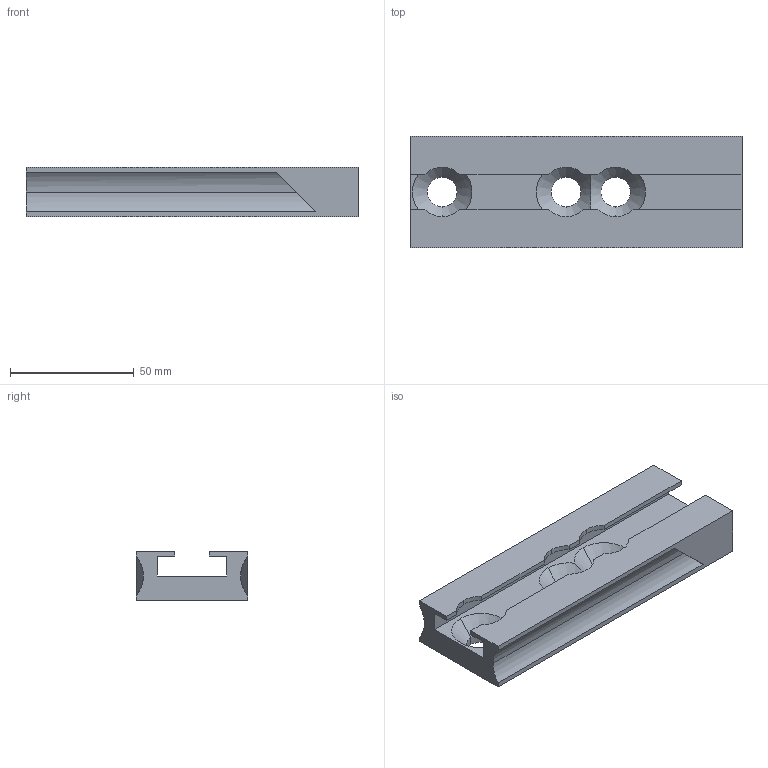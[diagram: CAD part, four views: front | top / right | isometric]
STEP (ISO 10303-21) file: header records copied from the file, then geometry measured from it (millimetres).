
FILE_DESCRIPTION(('STEP AP214'),'1');
FILE_NAME(' ',' ',('TraceParts'),('TraceParts S.A.'),'XStep 1.0',' ',' ');
FILE_SCHEMA(('automotive_design'));
Length unit declared in the file: millimetre
Products named in the file (1): 1
Bounding box: 134 x 45 x 20 mm (x, y, z)
Volume: 73227.7 mm3; surface area: 25322.6 mm2
Topology: 1 solids, 1 shells, 50 faces, 141 edges, 92 vertices
Faces by surface type: cylinder 22, plane 22, cone 6
Entity records: 3241 total; most frequent: CARTESIAN_POINT 305, DIRECTION 294, STYLED_ITEM 283, PRESENTATION_STYLE_ASSIGNMENT 283, COLOUR_RGB 283, ORIENTED_EDGE 282, EDGE_CURVE 141, CURVE_STYLE 141
